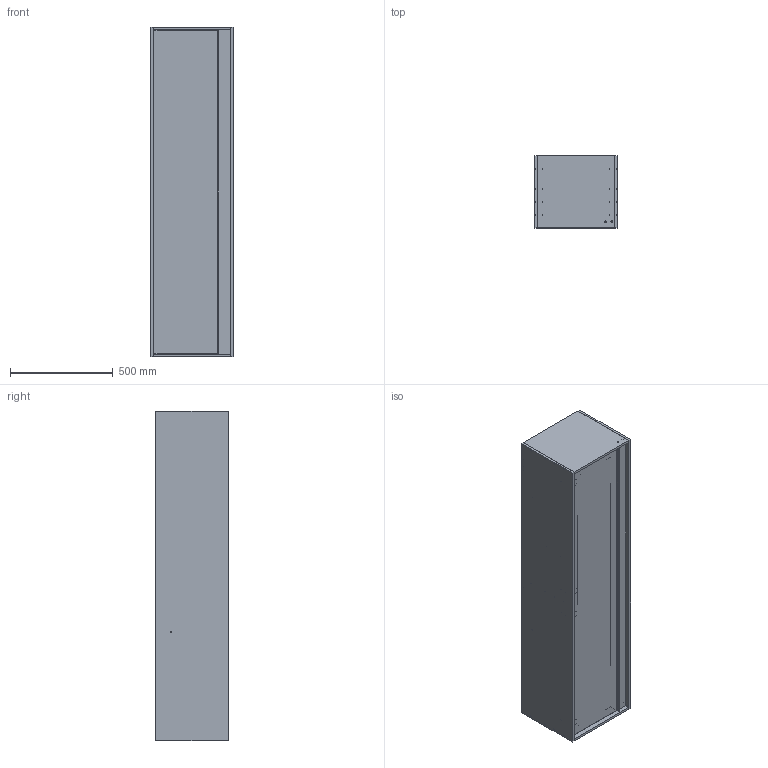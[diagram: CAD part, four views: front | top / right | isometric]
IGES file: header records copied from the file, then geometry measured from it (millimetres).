
Global section: file name: 109H58203_58204_58205_58206_METROPOLE BOY DOLABI.igs; native system: Rhinoceros ( Oct 24 2012 ); preprocessor: Trout Lake IGES 012 Oct 24 2012; date: 140712.211429; units: millimetre
Bounding box: 400 x 350 x 1600 mm (x, y, z)
Surface area: 7236103.8 mm2 (no closed solid volume)
Topology: 0 solids, 0 shells, 753 faces, 7075 edges, 6719 vertices
Faces by surface type: bspline 753
